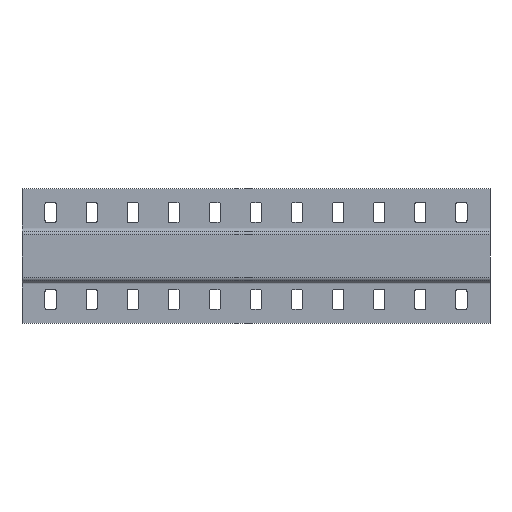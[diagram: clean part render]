
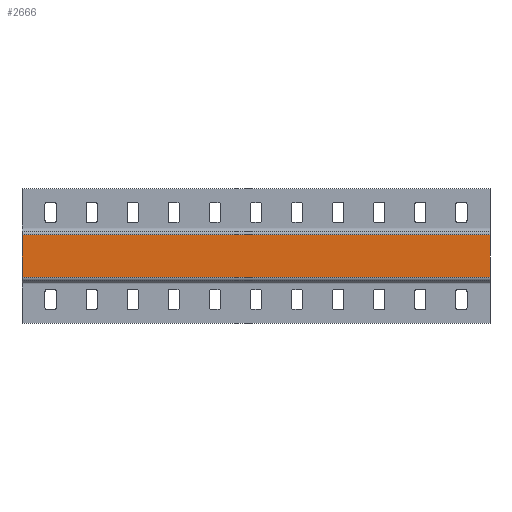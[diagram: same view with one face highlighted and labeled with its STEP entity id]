
A CAD part, top view. The second image highlights one B-rep face of the part: STEP entity #2666.
In plain terms, the highlighted planar face has unit normal (0, 0, 1).
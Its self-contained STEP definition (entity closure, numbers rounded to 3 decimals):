
#12 = LINE ( 'NONE', #2763, #2931 ) ;
#37 = DIRECTION ( 'NONE',  ( -1., 0., 0. ) ) ;
#233 = CARTESIAN_POINT ( 'NONE',  ( -142.5, -13.086, 4. ) ) ;
#243 = CARTESIAN_POINT ( 'NONE',  ( 142.5, 13.086, 4. ) ) ;
#292 = FACE_OUTER_BOUND ( 'NONE', #3535, .T. ) ;
#388 = ORIENTED_EDGE ( 'NONE', *, *, #5127, .F. ) ;
#974 = ORIENTED_EDGE ( 'NONE', *, *, #3120, .T. ) ;
#1064 = VERTEX_POINT ( 'NONE', #233 ) ;
#1169 = DIRECTION ( 'NONE',  ( 0., 1., 0. ) ) ;
#1228 = EDGE_CURVE ( 'NONE', #1064, #6297, #2822, .T. ) ;
#1601 = VERTEX_POINT ( 'NONE', #243 ) ;
#2259 = CARTESIAN_POINT ( 'NONE',  ( 142.5, -13.5, 4. ) ) ;
#2402 = VECTOR ( 'NONE', #6684, 1000. ) ;
#2666 = ADVANCED_FACE ( 'NONE', ( #292 ), #3733, .T. ) ;
#2673 = DIRECTION ( 'NONE',  ( 0., -1., 0. ) ) ;
#2763 = CARTESIAN_POINT ( 'NONE',  ( 142.5, -13.086, 4. ) ) ;
#2822 = LINE ( 'NONE', #6326, #3864 ) ;
#2931 = VECTOR ( 'NONE', #37, 1000. ) ;
#3120 = EDGE_CURVE ( 'NONE', #3850, #1601, #3423, .T. ) ;
#3210 = EDGE_CURVE ( 'NONE', #1601, #6297, #5293, .T. ) ;
#3423 = LINE ( 'NONE', #2259, #5809 ) ;
#3448 = CARTESIAN_POINT ( 'NONE',  ( 142.5, 13.086, 4. ) ) ;
#3535 = EDGE_LOOP ( 'NONE', ( #5863, #388, #974, #6286 ) ) ;
#3733 = PLANE ( 'NONE',  #4217 ) ;
#3850 = VERTEX_POINT ( 'NONE', #6663 ) ;
#3864 = VECTOR ( 'NONE', #6872, 1000. ) ;
#4217 = AXIS2_PLACEMENT_3D ( 'NONE', #4831, #5915, #2673 ) ;
#4783 = CARTESIAN_POINT ( 'NONE',  ( -142.5, 13.086, 4. ) ) ;
#4831 = CARTESIAN_POINT ( 'NONE',  ( 142.5, -13.5, 4. ) ) ;
#5127 = EDGE_CURVE ( 'NONE', #3850, #1064, #12, .T. ) ;
#5293 = LINE ( 'NONE', #3448, #2402 ) ;
#5809 = VECTOR ( 'NONE', #1169, 1000. ) ;
#5863 = ORIENTED_EDGE ( 'NONE', *, *, #1228, .F. ) ;
#5915 = DIRECTION ( 'NONE',  ( 0., 0., 1. ) ) ;
#6286 = ORIENTED_EDGE ( 'NONE', *, *, #3210, .T. ) ;
#6297 = VERTEX_POINT ( 'NONE', #4783 ) ;
#6326 = CARTESIAN_POINT ( 'NONE',  ( -142.5, -13.5, 4. ) ) ;
#6663 = CARTESIAN_POINT ( 'NONE',  ( 142.5, -13.086, 4. ) ) ;
#6684 = DIRECTION ( 'NONE',  ( -1., 0., 0. ) ) ;
#6872 = DIRECTION ( 'NONE',  ( 0., 1., 0. ) ) ;
